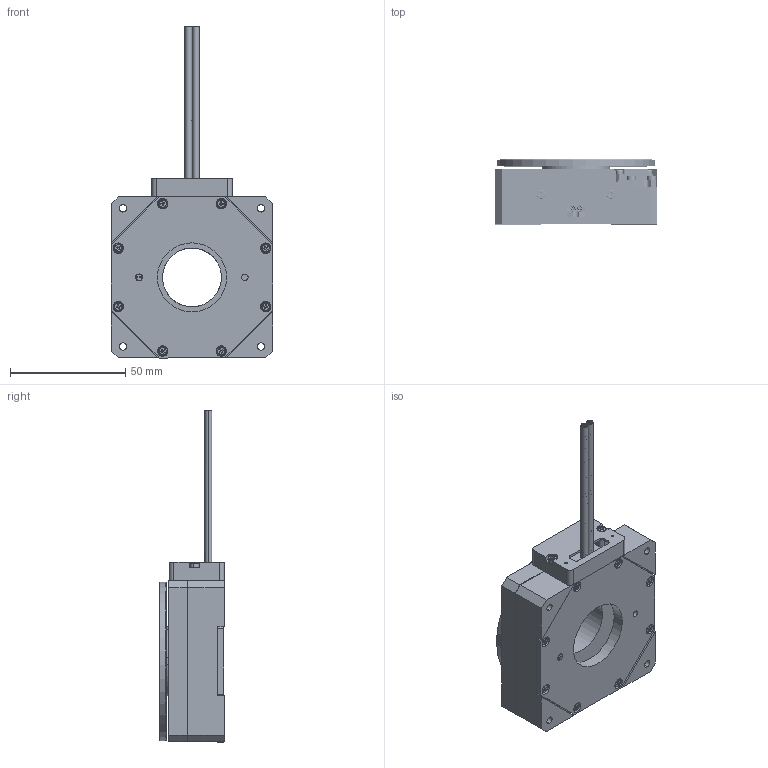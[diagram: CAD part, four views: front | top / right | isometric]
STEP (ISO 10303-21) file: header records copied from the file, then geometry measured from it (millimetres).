
FILE_DESCRIPTION (( 'STEP AP214' ), '1' );
FILE_NAME ('PR-70-115XX.STEP', '2025-02-19T21:06:16', ( '' ), ( '' ), 'SwSTEP 2.0', 'SolidWorks 2023', '' );
FILE_SCHEMA (( 'AUTOMOTIVE_DESIGN' ));
Length unit declared in the file: millimetre
Products named in the file (19): 431910 Carriage, PR-70_30mm scale; SCREW, SHCS-S, M-DIN_M1.6 x 0.35 x 05mm; SCREW, SHCS-S, M-DIN_M2 x 0.4 x 06mm; 431913 Connector Bracket, PR-70_widened; 431907 Base Top, PR-70; 430696 Set Screw, Custom, Cone-S, M3x0.25_M3x0.25x3.7; TFC-421 Silver Braided Cable_L30; SCREW, MS-PPH, M-JCIS_M1.6 x 0.35 x 5mm; 431906 Base Bottom, PR-70; 431915 Absolute Encoder Bracket, PR-70_version 2; SCREW, MS-PPH, M-JCIS_M2.5 x 0.45 x 6mm; SCREW, SHCS-S, M-DIN_M2 x 0.4 x 08mm; SCREW, SHCS-S, M-DIN_M2 x 0.4 x 10mm; 3.0 Black Cable_L80; 431528 Encoder Head Enclosure, Optical Absolute 8x13; 431912 Piezo Motor Bracket, PR-70_v2; PR-70 Demo Rotor; PR-70-115XX; SCREW, MS-PPH, M-JCIS_M1.6 x 0.35 x 6mm
Assembly tree (42 placements, depth 2):
  PR-70-115XX
    431906 Base Bottom, PR-70
    431907 Base Top, PR-70
    SCREW, SHCS-S, M-DIN_M2 x 0.4 x 06mm  x3
    SCREW, SHCS-S, M-DIN_M2 x 0.4 x 10mm  x7
    PR-70 Demo Rotor
    431910 Carriage, PR-70_30mm scale
    SCREW, MS-PPH, M-JCIS_M1.6 x 0.35 x 6mm  x5
    SCREW, MS-PPH, M-JCIS_M1.6 x 0.35 x 5mm
    431915 Absolute Encoder Bracket, PR-70_version 2
    SCREW, SHCS-S, M-DIN_M1.6 x 0.35 x 05mm  x4
    SCREW, SHCS-S, M-DIN_M2 x 0.4 x 08mm  x2
    431913 Connector Bracket, PR-70_widened
    431912 Piezo Motor Bracket, PR-70_v2
    430696 Set Screw, Custom, Cone-S, M3x0.25_M3x0.25x3.7
    SCREW, MS-PPH, M-JCIS_M2.5 x 0.45 x 6mm  x8
    431528 Encoder Head Enclosure, Optical Absolute 8x13
    3.0 Black Cable_L80  x2
    TFC-421 Silver Braided Cable_L30
Bounding box: 70 x 28.2 x 144.2 mm (x, y, z)
Volume: 86328.4 mm3; surface area: 59766.4 mm2
Topology: 81 solids, 81 shells, 1624 faces, 3701 edges, 2301 vertices
Faces by surface type: plane 713, cylinder 494, torus 218, cone 127, bspline 72
Entity records: 92001 total; most frequent: CARTESIAN_POINT 69789, DIRECTION 4713, ORIENTED_EDGE 4178, EDGE_CURVE 2089, AXIS2_PLACEMENT_3D 1843, VERTEX_POINT 1351, EDGE_LOOP 1108, VECTOR 1027
